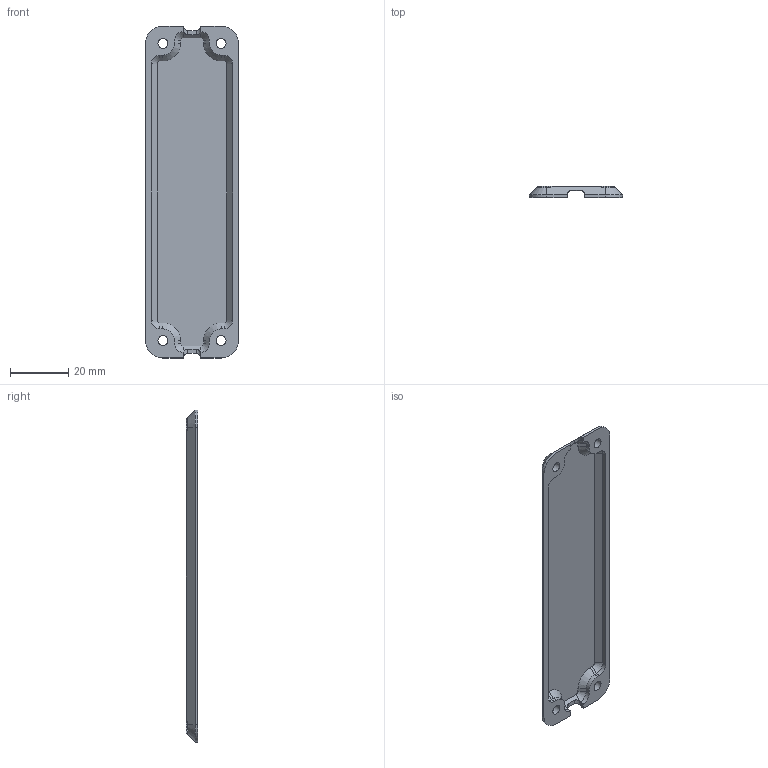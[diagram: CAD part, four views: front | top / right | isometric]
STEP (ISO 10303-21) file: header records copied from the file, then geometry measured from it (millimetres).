
FILE_DESCRIPTION(/* description */ (''),/* implementation_level */ '2;1');
FILE_NAME(/* name */ 'P206.step',/* time_stamp */ '2025-06-25T17:45:20+02:00',/* author */ (''),/* organization */ (''),/* preprocessor_version */ 'ST-DEVELOPER v20.1',/* originating_system */ 'Autodesk Translation Framework v14.10.0.0',/* authorisation */ '');
FILE_SCHEMA (('AUTOMOTIVE_DESIGN { 1 0 10303 214 3 1 1 }'));
Length unit declared in the file: millimetre
Products named in the file (1): P204 Lid
Bounding box: 32 x 3.9 x 114 mm (x, y, z)
Volume: 3253.8 mm3; surface area: 8456.5 mm2
Topology: 1 solids, 1 shells, 94 faces, 232 edges, 140 vertices
Faces by surface type: plane 49, cylinder 28, cone 16, bspline 1
Full cylindrical faces by diameter (mm): 3.4 x4
Entity records: 2838 total; most frequent: CARTESIAN_POINT 521, DIRECTION 498, ORIENTED_EDGE 464, EDGE_CURVE 232, AXIS2_PLACEMENT_3D 176, LINE 146, VECTOR 146, VERTEX_POINT 140
